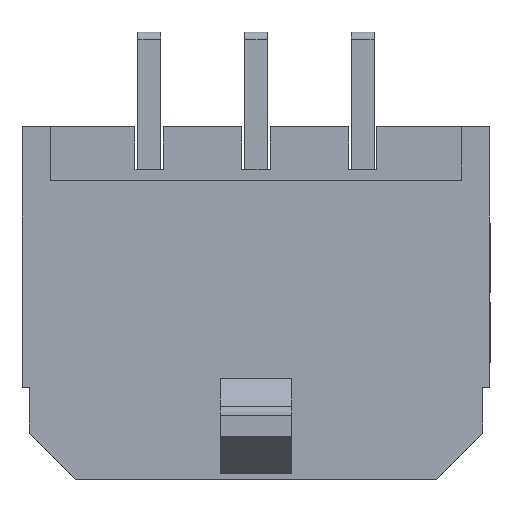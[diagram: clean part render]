
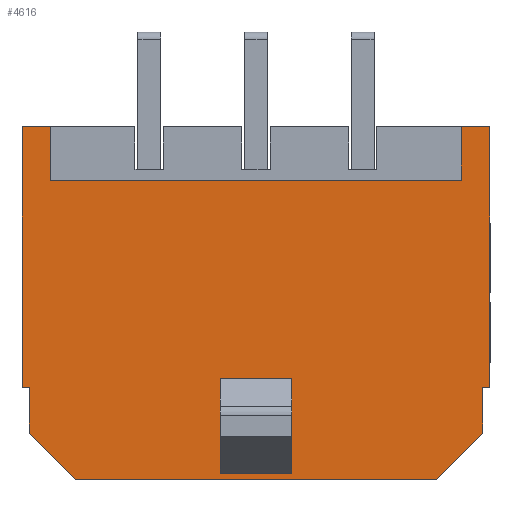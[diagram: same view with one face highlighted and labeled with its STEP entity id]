
A CAD part, top view. The second image highlights one B-rep face of the part: STEP entity #4616.
In plain terms, the highlighted planar face has unit normal (0, 0, 1).
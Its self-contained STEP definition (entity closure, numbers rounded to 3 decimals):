
#166 = CARTESIAN_POINT ( 'NONE',  ( 0., 0., 7.37 ) ) ;
#364 = CARTESIAN_POINT ( 'NONE',  ( -6.575, -0.84, 7.37 ) ) ;
#435 = VECTOR ( 'NONE', #19788, 1000. ) ;
#472 = EDGE_CURVE ( 'NONE', #5000, #6418, #6805, .T. ) ;
#793 = DIRECTION ( 'NONE',  ( 1., 0., 0. ) ) ;
#1162 = VERTEX_POINT ( 'NONE', #1864 ) ;
#1686 = EDGE_CURVE ( 'NONE', #22624, #9252, #19809, .T. ) ;
#1864 = CARTESIAN_POINT ( 'NONE',  ( 5.775, -2.34, 7.37 ) ) ;
#1903 = EDGE_CURVE ( 'NONE', #9252, #15196, #3912, .T. ) ;
#2171 = CARTESIAN_POINT ( 'NONE',  ( 5.075, -10.75, 7.37 ) ) ;
#2274 = CARTESIAN_POINT ( 'NONE',  ( -6.575, -0.84, 7.37 ) ) ;
#2633 = AXIS2_PLACEMENT_3D ( 'NONE', #166, #9238, #3990 ) ;
#3068 = CARTESIAN_POINT ( 'NONE',  ( 6.575, -8.168, 7.37 ) ) ;
#3294 = VECTOR ( 'NONE', #21886, 1000. ) ;
#3912 = LINE ( 'NONE', #11365, #4388 ) ;
#3990 = DIRECTION ( 'NONE',  ( 1., 0., 0. ) ) ;
#4050 = LINE ( 'NONE', #364, #5443 ) ;
#4063 = VECTOR ( 'NONE', #23236, 1000. ) ;
#4301 = CARTESIAN_POINT ( 'NONE',  ( 1., -7.912, 7.37 ) ) ;
#4388 = VECTOR ( 'NONE', #19905, 1000. ) ;
#4403 = EDGE_CURVE ( 'NONE', #19167, #17497, #13902, .T. ) ;
#4560 = CARTESIAN_POINT ( 'NONE',  ( -6.375, -8.168, 7.37 ) ) ;
#4616 = ADVANCED_FACE ( 'NONE', ( #18887, #9356 ), #16998, .T. ) ;
#4618 = ORIENTED_EDGE ( 'NONE', *, *, #12730, .F. ) ;
#4763 = CARTESIAN_POINT ( 'NONE',  ( 1., -7.912, 7.37 ) ) ;
#4789 = LINE ( 'NONE', #17713, #19662 ) ;
#4813 = DIRECTION ( 'NONE',  ( 0., -1., 0. ) ) ;
#5000 = VERTEX_POINT ( 'NONE', #3068 ) ;
#5175 = ORIENTED_EDGE ( 'NONE', *, *, #1903, .F. ) ;
#5443 = VECTOR ( 'NONE', #18955, 1000. ) ;
#5610 = CARTESIAN_POINT ( 'NONE',  ( -6.575, -0.84, 7.37 ) ) ;
#5674 = ORIENTED_EDGE ( 'NONE', *, *, #1686, .F. ) ;
#5937 = VECTOR ( 'NONE', #10151, 1000. ) ;
#6091 = DIRECTION ( 'NONE',  ( 1., 0., 0. ) ) ;
#6100 = VERTEX_POINT ( 'NONE', #23389 ) ;
#6418 = VERTEX_POINT ( 'NONE', #20509 ) ;
#6567 = CARTESIAN_POINT ( 'NONE',  ( -6.375, -9.45, 7.37 ) ) ;
#6636 = EDGE_CURVE ( 'NONE', #21283, #23797, #12012, .T. ) ;
#6805 = LINE ( 'NONE', #10926, #18888 ) ;
#6883 = CARTESIAN_POINT ( 'NONE',  ( 6.575, -8.168, 7.37 ) ) ;
#7072 = DIRECTION ( 'NONE',  ( -1., 0., 0. ) ) ;
#7290 = EDGE_CURVE ( 'NONE', #6418, #10490, #4050, .T. ) ;
#7656 = EDGE_CURVE ( 'NONE', #22267, #9926, #20150, .T. ) ;
#7824 = CARTESIAN_POINT ( 'NONE',  ( -6.575, -8.168, 7.37 ) ) ;
#8325 = DIRECTION ( 'NONE',  ( 1., 0., 0. ) ) ;
#8470 = EDGE_CURVE ( 'NONE', #6100, #15196, #15306, .T. ) ;
#8527 = ORIENTED_EDGE ( 'NONE', *, *, #15064, .T. ) ;
#8822 = VECTOR ( 'NONE', #17607, 1000. ) ;
#8843 = VECTOR ( 'NONE', #793, 1000. ) ;
#8944 = DIRECTION ( 'NONE',  ( -1., 0., 0. ) ) ;
#9238 = DIRECTION ( 'NONE',  ( 0., 0., 1. ) ) ;
#9252 = VERTEX_POINT ( 'NONE', #11029 ) ;
#9356 = FACE_BOUND ( 'NONE', #17444, .T. ) ;
#9413 = ORIENTED_EDGE ( 'NONE', *, *, #7290, .T. ) ;
#9475 = EDGE_CURVE ( 'NONE', #5000, #22624, #23770, .T. ) ;
#9622 = VECTOR ( 'NONE', #12040, 1000. ) ;
#9816 = CARTESIAN_POINT ( 'NONE',  ( -6.575, -8.168, 7.37 ) ) ;
#9926 = VERTEX_POINT ( 'NONE', #2274 ) ;
#10129 = ORIENTED_EDGE ( 'NONE', *, *, #16475, .F. ) ;
#10151 = DIRECTION ( 'NONE',  ( 0., -1., 0. ) ) ;
#10212 = VERTEX_POINT ( 'NONE', #4301 ) ;
#10234 = VERTEX_POINT ( 'NONE', #13267 ) ;
#10490 = VERTEX_POINT ( 'NONE', #16567 ) ;
#10737 = CARTESIAN_POINT ( 'NONE',  ( -1., -7.912, 7.37 ) ) ;
#10926 = CARTESIAN_POINT ( 'NONE',  ( 6.575, -0.84, 7.37 ) ) ;
#11029 = CARTESIAN_POINT ( 'NONE',  ( 6.375, -9.45, 7.37 ) ) ;
#11298 = ORIENTED_EDGE ( 'NONE', *, *, #8470, .T. ) ;
#11365 = CARTESIAN_POINT ( 'NONE',  ( 6.375, -9.45, 7.37 ) ) ;
#12012 = LINE ( 'NONE', #21883, #19946 ) ;
#12040 = DIRECTION ( 'NONE',  ( 0., 1., 0. ) ) ;
#12333 = CARTESIAN_POINT ( 'NONE',  ( -5.775, -2.34, 7.37 ) ) ;
#12452 = CARTESIAN_POINT ( 'NONE',  ( -5.775, -0.84, 7.37 ) ) ;
#12491 = EDGE_CURVE ( 'NONE', #23447, #21283, #16119, .T. ) ;
#12566 = CARTESIAN_POINT ( 'NONE',  ( -6.375, -9.45, 7.37 ) ) ;
#12730 = EDGE_CURVE ( 'NONE', #22267, #10234, #4789, .T. ) ;
#12818 = DIRECTION ( 'NONE',  ( 0., 1., 0. ) ) ;
#13138 = EDGE_CURVE ( 'NONE', #10212, #23797, #21641, .T. ) ;
#13267 = CARTESIAN_POINT ( 'NONE',  ( -5.775, -2.34, 7.37 ) ) ;
#13445 = ORIENTED_EDGE ( 'NONE', *, *, #23011, .F. ) ;
#13467 = ORIENTED_EDGE ( 'NONE', *, *, #23583, .F. ) ;
#13816 = CARTESIAN_POINT ( 'NONE',  ( -1., -7.912, 7.37 ) ) ;
#13902 = LINE ( 'NONE', #4560, #9622 ) ;
#13913 = LINE ( 'NONE', #9816, #8822 ) ;
#13939 = VECTOR ( 'NONE', #14061, 1000. ) ;
#13955 = LINE ( 'NONE', #23105, #4063 ) ;
#14061 = DIRECTION ( 'NONE',  ( -0.707, 0.707, 0. ) ) ;
#14231 = EDGE_CURVE ( 'NONE', #9926, #24314, #13955, .T. ) ;
#14397 = VECTOR ( 'NONE', #23219, 1000. ) ;
#14924 = VECTOR ( 'NONE', #4813, 1000. ) ;
#15064 = EDGE_CURVE ( 'NONE', #23447, #10212, #20168, .T. ) ;
#15196 = VERTEX_POINT ( 'NONE', #2171 ) ;
#15306 = LINE ( 'NONE', #22853, #24346 ) ;
#16038 = CARTESIAN_POINT ( 'NONE',  ( -1., -7.912, 7.37 ) ) ;
#16119 = LINE ( 'NONE', #13816, #14924 ) ;
#16137 = LINE ( 'NONE', #12566, #13939 ) ;
#16475 = EDGE_CURVE ( 'NONE', #10234, #1162, #23223, .T. ) ;
#16567 = CARTESIAN_POINT ( 'NONE',  ( 5.775, -0.84, 7.37 ) ) ;
#16578 = ORIENTED_EDGE ( 'NONE', *, *, #23189, .F. ) ;
#16998 = PLANE ( 'NONE',  #2633 ) ;
#17231 = ORIENTED_EDGE ( 'NONE', *, *, #14231, .T. ) ;
#17277 = CARTESIAN_POINT ( 'NONE',  ( 5.775, -0.84, 7.37 ) ) ;
#17444 = EDGE_LOOP ( 'NONE', ( #18894, #17720, #8527, #20822 ) ) ;
#17497 = VERTEX_POINT ( 'NONE', #21783 ) ;
#17525 = ORIENTED_EDGE ( 'NONE', *, *, #472, .T. ) ;
#17607 = DIRECTION ( 'NONE',  ( -1., 0., 0. ) ) ;
#17640 = ORIENTED_EDGE ( 'NONE', *, *, #9475, .F. ) ;
#17713 = CARTESIAN_POINT ( 'NONE',  ( -5.775, -0.84, 7.37 ) ) ;
#17720 = ORIENTED_EDGE ( 'NONE', *, *, #12491, .F. ) ;
#18348 = ORIENTED_EDGE ( 'NONE', *, *, #4403, .F. ) ;
#18887 = FACE_OUTER_BOUND ( 'NONE', #21757, .T. ) ;
#18888 = VECTOR ( 'NONE', #12818, 1000. ) ;
#18894 = ORIENTED_EDGE ( 'NONE', *, *, #6636, .F. ) ;
#18955 = DIRECTION ( 'NONE',  ( -1., 0., 0. ) ) ;
#19167 = VERTEX_POINT ( 'NONE', #6567 ) ;
#19662 = VECTOR ( 'NONE', #21670, 1000. ) ;
#19745 = CARTESIAN_POINT ( 'NONE',  ( -1., -10.571, 7.37 ) ) ;
#19788 = DIRECTION ( 'NONE',  ( 0., -1., 0. ) ) ;
#19809 = LINE ( 'NONE', #23403, #5937 ) ;
#19905 = DIRECTION ( 'NONE',  ( -0.707, -0.707, 0. ) ) ;
#19946 = VECTOR ( 'NONE', #8325, 1000. ) ;
#20150 = LINE ( 'NONE', #5610, #21992 ) ;
#20168 = LINE ( 'NONE', #10737, #3294 ) ;
#20457 = CARTESIAN_POINT ( 'NONE',  ( 6.375, -8.168, 7.37 ) ) ;
#20509 = CARTESIAN_POINT ( 'NONE',  ( 6.575, -0.84, 7.37 ) ) ;
#20822 = ORIENTED_EDGE ( 'NONE', *, *, #13138, .T. ) ;
#20959 = CARTESIAN_POINT ( 'NONE',  ( 1., -10.571, 7.37 ) ) ;
#21283 = VERTEX_POINT ( 'NONE', #19745 ) ;
#21641 = LINE ( 'NONE', #4763, #435 ) ;
#21670 = DIRECTION ( 'NONE',  ( 0., -1., 0. ) ) ;
#21757 = EDGE_LOOP ( 'NONE', ( #4618, #22914, #17231, #16578, #18348, #13445, #11298, #5175, #5674, #17640, #17525, #9413, #13467, #10129 ) ) ;
#21783 = CARTESIAN_POINT ( 'NONE',  ( -6.375, -8.168, 7.37 ) ) ;
#21883 = CARTESIAN_POINT ( 'NONE',  ( -1., -10.571, 7.37 ) ) ;
#21886 = DIRECTION ( 'NONE',  ( 1., 0., 0. ) ) ;
#21921 = VECTOR ( 'NONE', #8944, 1000. ) ;
#21992 = VECTOR ( 'NONE', #7072, 1000. ) ;
#22267 = VERTEX_POINT ( 'NONE', #12452 ) ;
#22624 = VERTEX_POINT ( 'NONE', #20457 ) ;
#22853 = CARTESIAN_POINT ( 'NONE',  ( -6.575, -10.75, 7.37 ) ) ;
#22914 = ORIENTED_EDGE ( 'NONE', *, *, #7656, .T. ) ;
#23011 = EDGE_CURVE ( 'NONE', #6100, #19167, #16137, .T. ) ;
#23093 = LINE ( 'NONE', #17277, #14397 ) ;
#23105 = CARTESIAN_POINT ( 'NONE',  ( -6.575, -0.84, 7.37 ) ) ;
#23189 = EDGE_CURVE ( 'NONE', #17497, #24314, #13913, .T. ) ;
#23219 = DIRECTION ( 'NONE',  ( 0., 1., 0. ) ) ;
#23223 = LINE ( 'NONE', #12333, #8843 ) ;
#23236 = DIRECTION ( 'NONE',  ( 0., -1., 0. ) ) ;
#23389 = CARTESIAN_POINT ( 'NONE',  ( -5.075, -10.75, 7.37 ) ) ;
#23403 = CARTESIAN_POINT ( 'NONE',  ( 6.375, -8.168, 7.37 ) ) ;
#23447 = VERTEX_POINT ( 'NONE', #16038 ) ;
#23583 = EDGE_CURVE ( 'NONE', #1162, #10490, #23093, .T. ) ;
#23770 = LINE ( 'NONE', #6883, #21921 ) ;
#23797 = VERTEX_POINT ( 'NONE', #20959 ) ;
#24314 = VERTEX_POINT ( 'NONE', #7824 ) ;
#24346 = VECTOR ( 'NONE', #6091, 1000. ) ;
